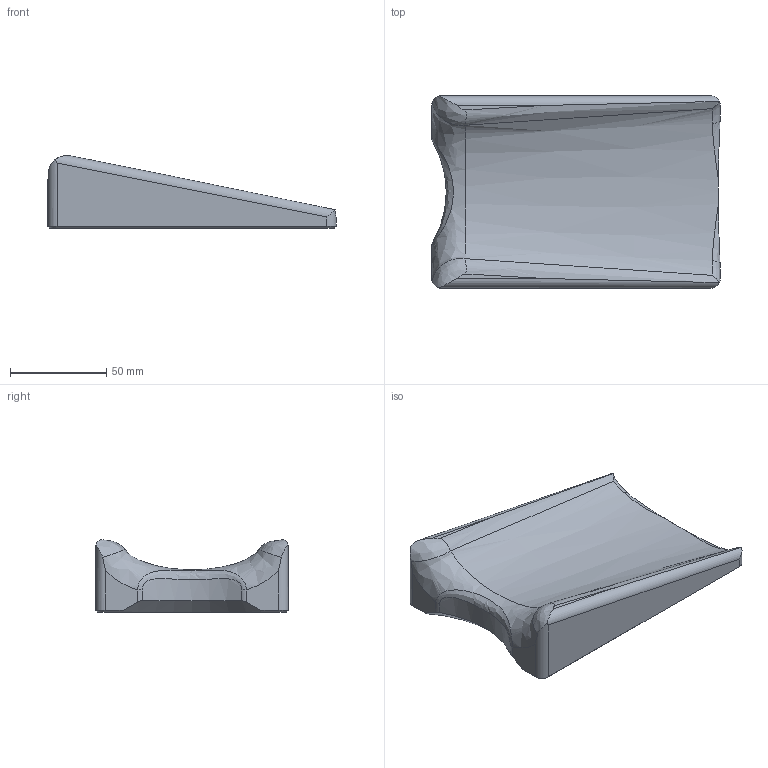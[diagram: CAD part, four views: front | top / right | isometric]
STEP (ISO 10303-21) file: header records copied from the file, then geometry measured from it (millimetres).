
FILE_DESCRIPTION(/* description */ (''),/* implementation_level */ '2;1');
FILE_NAME(/* name */ 'Willow Arm Ramp.step',/* time_stamp */ '2025-04-09T15:24:28-07:00',/* author */ (''),/* organization */ (''),/* preprocessor_version */ 'ST-DEVELOPER v20.1',/* originating_system */ 'Autodesk Translation Framework v14.4.0.0',/* authorisation */ '');
FILE_SCHEMA (('AUTOMOTIVE_DESIGN { 1 0 10303 214 3 1 1 }'));
Length unit declared in the file: millimetre
Products named in the file (1): Willow Arm Ramp
Bounding box: 150 x 100 x 37.72 mm (x, y, z)
Volume: 241162.9 mm3; surface area: 39301.5 mm2
Topology: 1 solids, 1 shells, 56 faces, 132 edges, 82 vertices
Faces by surface type: bspline 19, plane 19, cylinder 9, cone 9
Entity records: 2363 total; most frequent: CARTESIAN_POINT 1185, ORIENTED_EDGE 264, DIRECTION 181, EDGE_CURVE 132, VERTEX_POINT 82, AXIS2_PLACEMENT_3D 66, EDGE_LOOP 60, FACE_OUTER_BOUND 56
